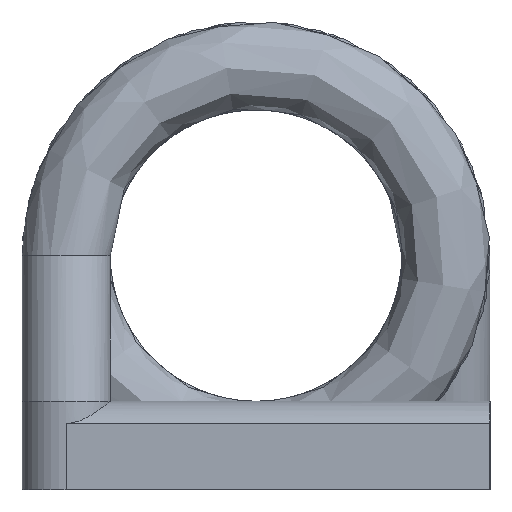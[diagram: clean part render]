
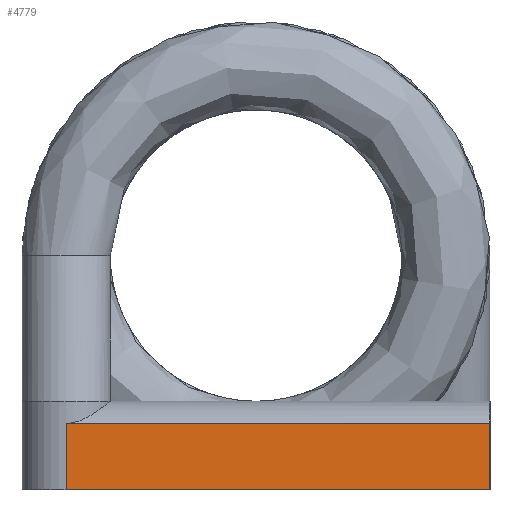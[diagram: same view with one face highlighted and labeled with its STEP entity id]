
A CAD part, left-side view. The second image highlights one B-rep face of the part: STEP entity #4779.
In plain terms, the highlighted planar face has unit normal (-1, 0, 0).
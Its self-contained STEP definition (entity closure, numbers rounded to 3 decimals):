
#4364=DIRECTION('',(0.,1.,0.));
#4548=VERTEX_POINT('',#4549);
#4549=CARTESIAN_POINT('',(-6.13,2.32,0.81));
#4613=ORIENTED_EDGE('',*,*,#4614,.T.);
#4614=EDGE_CURVE('',#4548,#4615,#4617,.T.);
#4615=VERTEX_POINT('',#4616);
#4616=CARTESIAN_POINT('',(-6.13,2.32,0.));
#4617=LINE('',#4549,#4618);
#4618=VECTOR('',#4619,1.);
#4619=DIRECTION('',(0.,0.,-1.));
#4764=VERTEX_POINT('',#4765);
#4765=CARTESIAN_POINT('',(-6.13,-2.86,0.81));
#4774=VECTOR('',#4364,1.);
#4776=EDGE_CURVE('',#4764,#4548,#4777,.T.);
#4777=LINE('',#4765,#4774);
#4779=ADVANCED_FACE('',(#4780),#4791,.T.);
#4780=FACE_BOUND('',#4781,.T.);
#4781=EDGE_LOOP('',(#4782,#4613,#4783,#4788));
#4782=ORIENTED_EDGE('',*,*,#4776,.T.);
#4783=ORIENTED_EDGE('',*,*,#4784,.F.);
#4784=EDGE_CURVE('',#4785,#4615,#4787,.T.);
#4785=VERTEX_POINT('',#4786);
#4786=CARTESIAN_POINT('',(-6.13,-2.86,0.));
#4787=LINE('',#4786,#4774);
#4788=ORIENTED_EDGE('',*,*,#4789,.F.);
#4789=EDGE_CURVE('',#4764,#4785,#4790,.T.);
#4790=LINE('',#4765,#4618);
#4791=PLANE('',#4792);
#4792=AXIS2_PLACEMENT_3D('',#4765,#4793,#4619);
#4793=DIRECTION('',(-1.,0.,0.));
